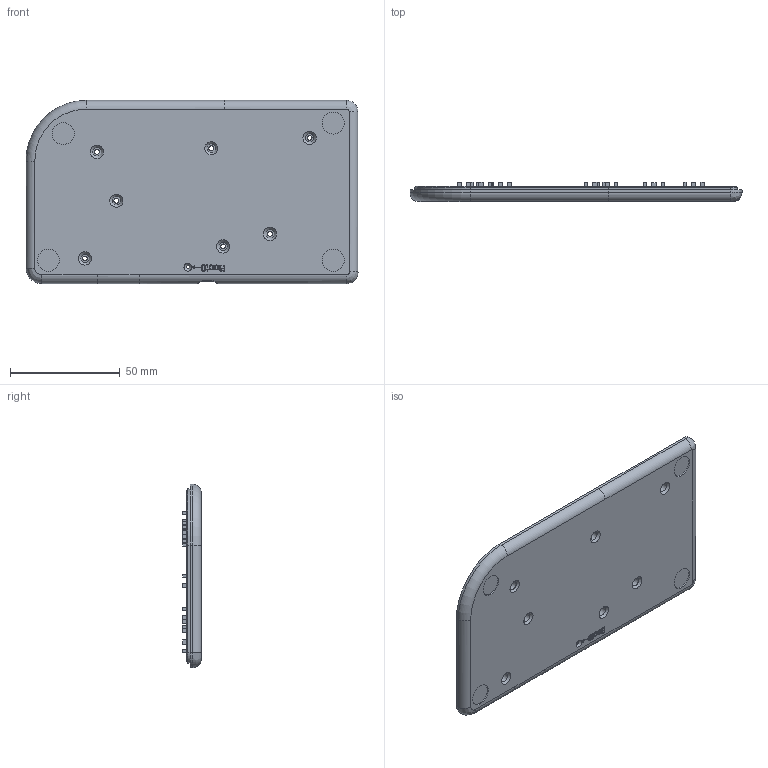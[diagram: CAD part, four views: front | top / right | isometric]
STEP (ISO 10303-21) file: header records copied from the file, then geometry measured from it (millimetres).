
FILE_DESCRIPTION(/* description */ (''),/* implementation_level */ '2;1');
FILE_NAME(/* name */ 'Pocket organ V20 v1 bottom.step',/* time_stamp */ '2021-11-01T21:40:56+08:00',/* author */ (''),/* organization */ (''),/* preprocessor_version */ 'ST-DEVELOPER v18.1',/* originating_system */ 'Autodesk Translation Framework v10.10.0.1391',/* authorisation */ '');
FILE_SCHEMA (('AUTOMOTIVE_DESIGN { 1 0 10303 214 3 1 1 }'));
Length unit declared in the file: millimetre
Products named in the file (1): Pocket organ V20
Bounding box: 151.06 x 8.6 x 83.37 mm (x, y, z)
Volume: 30098.2 mm3; surface area: 30637.8 mm2
Topology: 1 solids, 1 shells, 428 faces, 1102 edges, 704 vertices
Faces by surface type: plane 217, bspline 102, cylinder 96, cone 12, torus 1
Full cylindrical faces by diameter (mm): 1.5 x1, 2.2 x7, 3.5 x1, 4 x7, 10 x4
Entity records: 13475 total; most frequent: CARTESIAN_POINT 3560, ORIENTED_EDGE 2200, DIRECTION 1751, EDGE_CURVE 1100, VERTEX_POINT 704, LINE 693, VECTOR 693, AXIS2_PLACEMENT_3D 529
